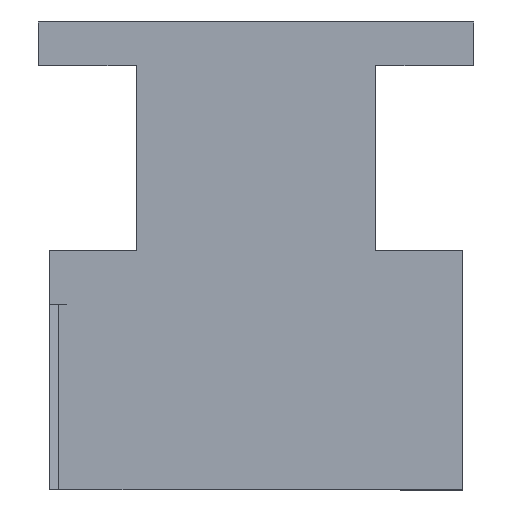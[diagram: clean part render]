
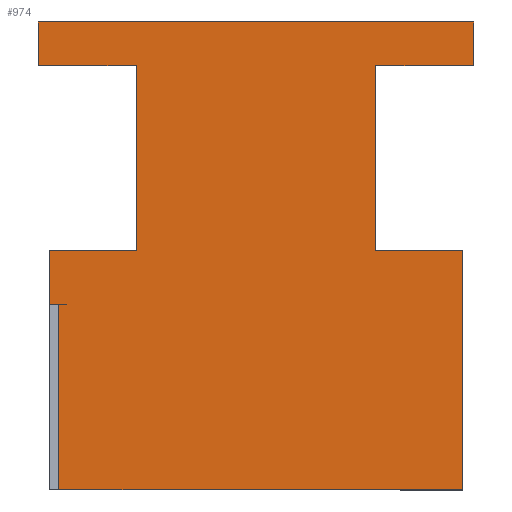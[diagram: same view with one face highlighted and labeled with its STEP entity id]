
A CAD part, left-side view. The second image highlights one B-rep face of the part: STEP entity #974.
In plain terms, the highlighted planar face has unit normal (-1, 0, 0).
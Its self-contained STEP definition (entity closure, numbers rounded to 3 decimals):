
#16 = EDGE_CURVE ( 'NONE', #1532, #366, #571, .T. ) ;
#30 = VERTEX_POINT ( 'NONE', #1359 ) ;
#53 = CARTESIAN_POINT ( 'NONE',  ( 11.5, 4.75, -4.25 ) ) ;
#88 = LINE ( 'NONE', #910, #1314 ) ;
#121 = LINE ( 'NONE', #1257, #450 ) ;
#123 = DIRECTION ( 'NONE',  ( 0., 0., 1. ) ) ;
#125 = LINE ( 'NONE', #1002, #1401 ) ;
#148 = VECTOR ( 'NONE', #436, 1000. ) ;
#155 = DIRECTION ( 'NONE',  ( 0., -1., 0. ) ) ;
#160 = DIRECTION ( 'NONE',  ( 0., -1., 0. ) ) ;
#188 = CARTESIAN_POINT ( 'NONE',  ( 11.5, -2.75, -5.5 ) ) ;
#203 = VERTEX_POINT ( 'NONE', #750 ) ;
#221 = EDGE_CURVE ( 'NONE', #869, #203, #422, .T. ) ;
#223 = VECTOR ( 'NONE', #155, 1000. ) ;
#226 = VECTOR ( 'NONE', #408, 1000. ) ;
#251 = VERTEX_POINT ( 'NONE', #529 ) ;
#271 = EDGE_CURVE ( 'NONE', #305, #303, #125, .T. ) ;
#285 = EDGE_CURVE ( 'NONE', #203, #1532, #88, .T. ) ;
#299 = EDGE_CURVE ( 'NONE', #251, #303, #840, .T. ) ;
#302 = CARTESIAN_POINT ( 'NONE',  ( 11.5, 4.528, -9.75 ) ) ;
#303 = VERTEX_POINT ( 'NONE', #1509 ) ;
#305 = VERTEX_POINT ( 'NONE', #1008 ) ;
#329 = DIRECTION ( 'NONE',  ( 0., -1., 0. ) ) ;
#345 = ORIENTED_EDGE ( 'NONE', *, *, #1321, .F. ) ;
#366 = VERTEX_POINT ( 'NONE', #302 ) ;
#376 = DIRECTION ( 'NONE',  ( -1., 0., 0. ) ) ;
#385 = LINE ( 'NONE', #426, #831 ) ;
#387 = ORIENTED_EDGE ( 'NONE', *, *, #285, .F. ) ;
#389 = CARTESIAN_POINT ( 'NONE',  ( 11.5, -5., 0. ) ) ;
#393 = CARTESIAN_POINT ( 'NONE',  ( 11.5, -4.75, -9.75 ) ) ;
#408 = DIRECTION ( 'NONE',  ( 0., -1., 0. ) ) ;
#411 = FACE_OUTER_BOUND ( 'NONE', #824, .T. ) ;
#421 = CARTESIAN_POINT ( 'NONE',  ( 11.5, -5., 0. ) ) ;
#422 = LINE ( 'NONE', #503, #923 ) ;
#425 = CARTESIAN_POINT ( 'NONE',  ( 11.5, -5., 1. ) ) ;
#426 = CARTESIAN_POINT ( 'NONE',  ( 11.5, -5., 1. ) ) ;
#432 = VECTOR ( 'NONE', #1018, 1000. ) ;
#436 = DIRECTION ( 'NONE',  ( 0., 0., -1. ) ) ;
#450 = VECTOR ( 'NONE', #1259, 1000. ) ;
#468 = EDGE_CURVE ( 'NONE', #30, #251, #607, .T. ) ;
#472 = VERTEX_POINT ( 'NONE', #425 ) ;
#480 = VECTOR ( 'NONE', #512, 1000. ) ;
#503 = CARTESIAN_POINT ( 'NONE',  ( 11.5, -4.75, -4.25 ) ) ;
#512 = DIRECTION ( 'NONE',  ( 0., -1., 0. ) ) ;
#518 = LINE ( 'NONE', #526, #480 ) ;
#526 = CARTESIAN_POINT ( 'NONE',  ( 11.5, -4.75, -4.25 ) ) ;
#529 = CARTESIAN_POINT ( 'NONE',  ( 11.5, 5., 0. ) ) ;
#549 = CARTESIAN_POINT ( 'NONE',  ( 11.5, -2.75, 0. ) ) ;
#563 = LINE ( 'NONE', #983, #998 ) ;
#564 = ORIENTED_EDGE ( 'NONE', *, *, #221, .F. ) ;
#571 = LINE ( 'NONE', #393, #1503 ) ;
#607 = LINE ( 'NONE', #804, #1179 ) ;
#615 = CARTESIAN_POINT ( 'NONE',  ( 11.5, -2.75, -5.5 ) ) ;
#652 = VERTEX_POINT ( 'NONE', #1461 ) ;
#666 = EDGE_CURVE ( 'NONE', #366, #1306, #563, .T. ) ;
#675 = DIRECTION ( 'NONE',  ( 0., 0., -1. ) ) ;
#690 = VECTOR ( 'NONE', #1115, 1000. ) ;
#736 = LINE ( 'NONE', #188, #432 ) ;
#739 = AXIS2_PLACEMENT_3D ( 'NONE', #1219, #376, #1226 ) ;
#750 = CARTESIAN_POINT ( 'NONE',  ( 11.5, -4.75, -4.25 ) ) ;
#804 = CARTESIAN_POINT ( 'NONE',  ( 11.5, 5., 1. ) ) ;
#824 = EDGE_LOOP ( 'NONE', ( #1364, #345, #1542, #1085, #860, #1271, #387, #564, #1160, #1301, #834, #1344, #1332, #926 ) ) ;
#831 = VECTOR ( 'NONE', #329, 1000. ) ;
#834 = ORIENTED_EDGE ( 'NONE', *, *, #913, .F. ) ;
#840 = LINE ( 'NONE', #421, #690 ) ;
#860 = ORIENTED_EDGE ( 'NONE', *, *, #666, .F. ) ;
#869 = VERTEX_POINT ( 'NONE', #899 ) ;
#899 = CARTESIAN_POINT ( 'NONE',  ( 11.5, -2.75, -4.25 ) ) ;
#910 = CARTESIAN_POINT ( 'NONE',  ( 11.5, -4.75, -4.25 ) ) ;
#913 = EDGE_CURVE ( 'NONE', #472, #652, #1084, .T. ) ;
#923 = VECTOR ( 'NONE', #160, 1000. ) ;
#926 = ORIENTED_EDGE ( 'NONE', *, *, #299, .T. ) ;
#961 = VERTEX_POINT ( 'NONE', #549 ) ;
#963 = CARTESIAN_POINT ( 'NONE',  ( 11.5, 4.528, -5.5 ) ) ;
#974 = ADVANCED_FACE ( 'NONE', ( #411 ), #1093, .T. ) ;
#983 = CARTESIAN_POINT ( 'NONE',  ( 11.5, 4.528, -19.842 ) ) ;
#998 = VECTOR ( 'NONE', #123, 1000. ) ;
#1002 = CARTESIAN_POINT ( 'NONE',  ( 11.5, 2.75, -5.5 ) ) ;
#1008 = CARTESIAN_POINT ( 'NONE',  ( 11.5, 2.75, -4.25 ) ) ;
#1014 = DIRECTION ( 'NONE',  ( 0., 1., 0. ) ) ;
#1017 = EDGE_CURVE ( 'NONE', #1404, #1306, #1413, .T. ) ;
#1018 = DIRECTION ( 'NONE',  ( 0., 0., 1. ) ) ;
#1039 = EDGE_CURVE ( 'NONE', #961, #652, #1417, .T. ) ;
#1084 = LINE ( 'NONE', #1161, #148 ) ;
#1085 = ORIENTED_EDGE ( 'NONE', *, *, #1017, .T. ) ;
#1093 = PLANE ( 'NONE',  #739 ) ;
#1115 = DIRECTION ( 'NONE',  ( 0., -1., 0. ) ) ;
#1160 = ORIENTED_EDGE ( 'NONE', *, *, #1387, .T. ) ;
#1161 = CARTESIAN_POINT ( 'NONE',  ( 11.5, -5., 1. ) ) ;
#1179 = VECTOR ( 'NONE', #675, 1000. ) ;
#1219 = CARTESIAN_POINT ( 'NONE',  ( 11.5, -2.75, -5.5 ) ) ;
#1226 = DIRECTION ( 'NONE',  ( 0., 0., 1. ) ) ;
#1257 = CARTESIAN_POINT ( 'NONE',  ( 11.5, 4.75, -4.25 ) ) ;
#1259 = DIRECTION ( 'NONE',  ( 0., 0., 1. ) ) ;
#1266 = CARTESIAN_POINT ( 'NONE',  ( 11.5, 4.75, -5.5 ) ) ;
#1271 = ORIENTED_EDGE ( 'NONE', *, *, #16, .F. ) ;
#1301 = ORIENTED_EDGE ( 'NONE', *, *, #1039, .T. ) ;
#1306 = VERTEX_POINT ( 'NONE', #963 ) ;
#1314 = VECTOR ( 'NONE', #1374, 1000. ) ;
#1321 = EDGE_CURVE ( 'NONE', #1366, #305, #518, .T. ) ;
#1332 = ORIENTED_EDGE ( 'NONE', *, *, #468, .T. ) ;
#1335 = EDGE_CURVE ( 'NONE', #1404, #1366, #121, .T. ) ;
#1344 = ORIENTED_EDGE ( 'NONE', *, *, #1445, .F. ) ;
#1359 = CARTESIAN_POINT ( 'NONE',  ( 11.5, 5., 1. ) ) ;
#1364 = ORIENTED_EDGE ( 'NONE', *, *, #271, .F. ) ;
#1366 = VERTEX_POINT ( 'NONE', #53 ) ;
#1374 = DIRECTION ( 'NONE',  ( 0., 0., -1. ) ) ;
#1387 = EDGE_CURVE ( 'NONE', #869, #961, #736, .T. ) ;
#1401 = VECTOR ( 'NONE', #1512, 1000. ) ;
#1404 = VERTEX_POINT ( 'NONE', #1266 ) ;
#1413 = LINE ( 'NONE', #615, #223 ) ;
#1417 = LINE ( 'NONE', #389, #226 ) ;
#1445 = EDGE_CURVE ( 'NONE', #30, #472, #385, .T. ) ;
#1461 = CARTESIAN_POINT ( 'NONE',  ( 11.5, -5., 0. ) ) ;
#1503 = VECTOR ( 'NONE', #1014, 1000. ) ;
#1509 = CARTESIAN_POINT ( 'NONE',  ( 11.5, 2.75, 0. ) ) ;
#1512 = DIRECTION ( 'NONE',  ( 0., 0., 1. ) ) ;
#1529 = CARTESIAN_POINT ( 'NONE',  ( 11.5, -4.75, -9.75 ) ) ;
#1532 = VERTEX_POINT ( 'NONE', #1529 ) ;
#1542 = ORIENTED_EDGE ( 'NONE', *, *, #1335, .F. ) ;
